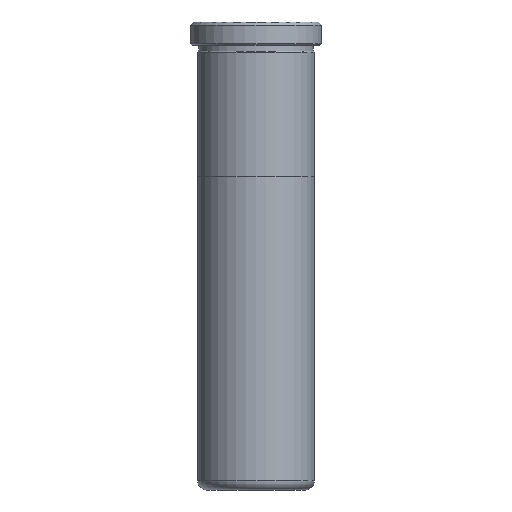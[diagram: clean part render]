
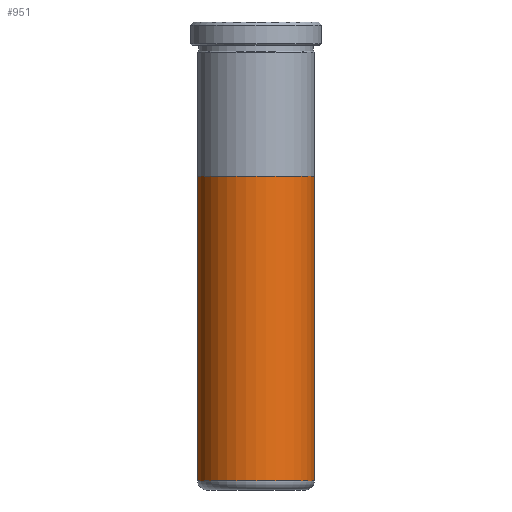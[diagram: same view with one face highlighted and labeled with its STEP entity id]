
A CAD part, front view. The second image highlights one B-rep face of the part: STEP entity #951.
In plain terms, the highlighted cylindrical face has radius 12.495 mm (diameter 24.99 mm), a partial arc.
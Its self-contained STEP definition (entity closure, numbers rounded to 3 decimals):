
#20 = DIRECTION ( 'NONE',  ( 0., 0., -1. ) ) ;
#52 = LINE ( 'NONE', #514, #957 ) ;
#58 = CYLINDRICAL_SURFACE ( 'NONE', #123, 12.495 ) ;
#79 = DIRECTION ( 'NONE',  ( 0., 0., -1. ) ) ;
#83 = VERTEX_POINT ( 'NONE', #958 ) ;
#106 = FACE_OUTER_BOUND ( 'NONE', #403, .T. ) ;
#123 = AXIS2_PLACEMENT_3D ( 'NONE', #1415, #20, #1209 ) ;
#213 = CIRCLE ( 'NONE', #1101, 12.495 ) ;
#218 = CARTESIAN_POINT ( 'NONE',  ( 0., 0., 67. ) ) ;
#266 = AXIS2_PLACEMENT_3D ( 'NONE', #633, #1396, #750 ) ;
#342 = DIRECTION ( 'NONE',  ( 1., 0., 0. ) ) ;
#403 = EDGE_LOOP ( 'NONE', ( #1362, #1074, #578, #1286 ) ) ;
#416 = EDGE_CURVE ( 'NONE', #1303, #902, #1470, .T. ) ;
#450 = EDGE_CURVE ( 'NONE', #1303, #83, #213, .T. ) ;
#514 = CARTESIAN_POINT ( 'NONE',  ( 12.495, 0., 95. ) ) ;
#516 = EDGE_CURVE ( 'NONE', #902, #600, #1279, .T. ) ;
#522 = EDGE_CURVE ( 'NONE', #83, #600, #52, .T. ) ;
#578 = ORIENTED_EDGE ( 'NONE', *, *, #416, .T. ) ;
#600 = VERTEX_POINT ( 'NONE', #648 ) ;
#633 = CARTESIAN_POINT ( 'NONE',  ( 0., 0., 2. ) ) ;
#648 = CARTESIAN_POINT ( 'NONE',  ( 12.495, 0., 2. ) ) ;
#750 = DIRECTION ( 'NONE',  ( 1., 0., 0. ) ) ;
#902 = VERTEX_POINT ( 'NONE', #1443 ) ;
#951 = ADVANCED_FACE ( 'NONE', ( #106 ), #58, .T. ) ;
#957 = VECTOR ( 'NONE', #1292, 1000. ) ;
#958 = CARTESIAN_POINT ( 'NONE',  ( 12.495, 0., 67. ) ) ;
#1046 = CARTESIAN_POINT ( 'NONE',  ( -12.495, 0., 95. ) ) ;
#1058 = DIRECTION ( 'NONE',  ( 0., 0., 1. ) ) ;
#1074 = ORIENTED_EDGE ( 'NONE', *, *, #450, .F. ) ;
#1101 = AXIS2_PLACEMENT_3D ( 'NONE', #218, #1058, #342 ) ;
#1209 = DIRECTION ( 'NONE',  ( -1., 0., 0. ) ) ;
#1279 = CIRCLE ( 'NONE', #266, 12.495 ) ;
#1286 = ORIENTED_EDGE ( 'NONE', *, *, #516, .T. ) ;
#1292 = DIRECTION ( 'NONE',  ( 0., 0., -1. ) ) ;
#1303 = VERTEX_POINT ( 'NONE', #1334 ) ;
#1334 = CARTESIAN_POINT ( 'NONE',  ( -12.495, 0., 67. ) ) ;
#1362 = ORIENTED_EDGE ( 'NONE', *, *, #522, .F. ) ;
#1396 = DIRECTION ( 'NONE',  ( 0., 0., 1. ) ) ;
#1403 = VECTOR ( 'NONE', #79, 1000. ) ;
#1415 = CARTESIAN_POINT ( 'NONE',  ( 0., 0., 95. ) ) ;
#1443 = CARTESIAN_POINT ( 'NONE',  ( -12.495, 0., 2. ) ) ;
#1470 = LINE ( 'NONE', #1046, #1403 ) ;
